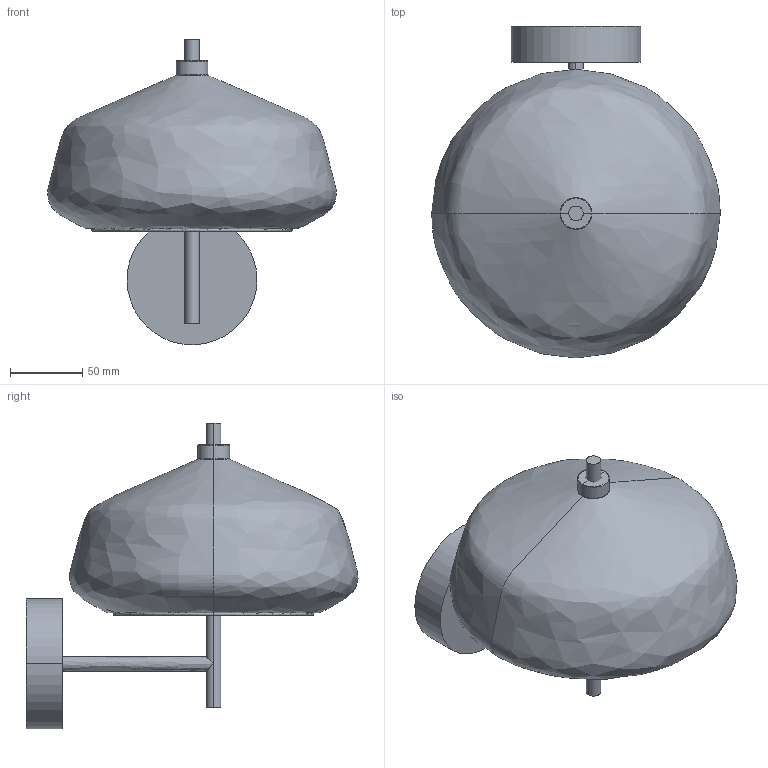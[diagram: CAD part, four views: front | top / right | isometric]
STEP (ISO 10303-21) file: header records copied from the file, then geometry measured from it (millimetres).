
FILE_DESCRIPTION(/* description */ (''),/* implementation_level */ '2;1');
FILE_NAME(/* name */ '174411~2',/* time_stamp */ '2020-05-19T15:35:02+02:00',/* author */ (''),/* organization */ (''),/* preprocessor_version */ 'ST-DEVELOPER v15',/* originating_system */ '',/* authorisation */ '');
FILE_SCHEMA (('AUTOMOTIVE_DESIGN'));
Length unit declared in the file: millimetre
Products named in the file (1): Document
Bounding box: 199.95 x 229.96 x 211.65 mm (x, y, z)
Volume: 211662.5 mm3; surface area: 243507.5 mm2
Topology: 4 solids, 7 shells, 47 faces, 100 edges, 54 vertices
Faces by surface type: bspline 42, plane 5
Entity records: 1967 total; most frequent: CARTESIAN_POINT 1360, ORIENTED_EDGE 172, EDGE_CURVE 92, VERTEX_POINT 54, ADVANCED_FACE 47, FACE_OUTER_BOUND 47, EDGE_LOOP 47, B_SPLINE_CURVE_WITH_KNOTS 28
